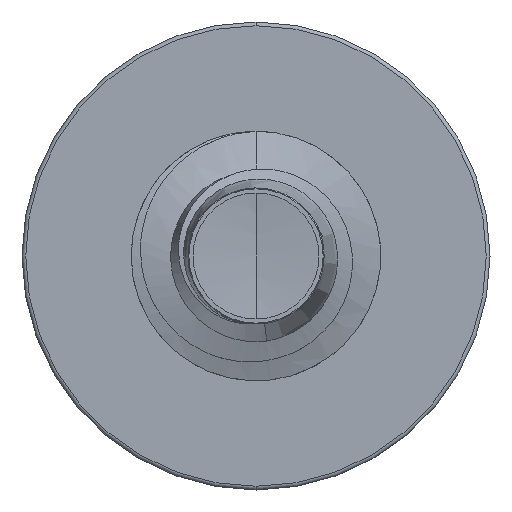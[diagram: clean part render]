
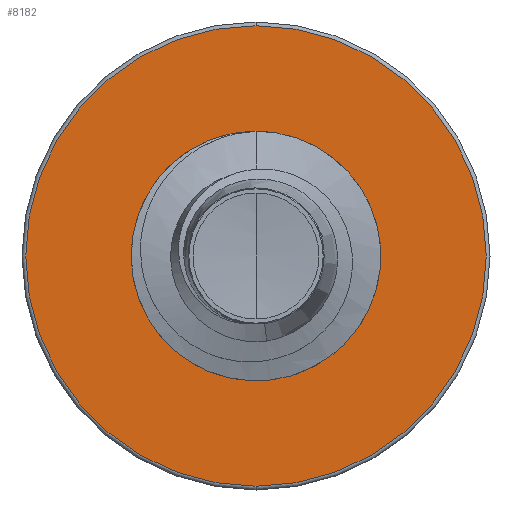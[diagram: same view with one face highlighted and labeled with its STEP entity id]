
A CAD part, front view. The second image highlights one B-rep face of the part: STEP entity #8182.
In plain terms, the highlighted planar face has unit normal (0, -1, 0).
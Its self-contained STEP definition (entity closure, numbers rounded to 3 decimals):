
#250 = AXIS2_PLACEMENT_3D ( 'NONE', #1288, #6039, #1968 ) ;
#664 = CARTESIAN_POINT ( 'NONE',  ( 0., 4.5, 0. ) ) ;
#1288 = CARTESIAN_POINT ( 'NONE',  ( 0., 4.5, 0. ) ) ;
#1347 = DIRECTION ( 'NONE',  ( 0., 0., 1. ) ) ;
#1452 = DIRECTION ( 'NONE',  ( 0., 1., 0. ) ) ;
#1533 = CARTESIAN_POINT ( 'NONE',  ( 0., 4.5, 0. ) ) ;
#1594 = EDGE_CURVE ( 'NONE', #6056, #3280, #2643, .T. ) ;
#1968 = DIRECTION ( 'NONE',  ( 0., 0., 1. ) ) ;
#2183 = PLANE ( 'NONE',  #4640 ) ;
#2217 = DIRECTION ( 'NONE',  ( 0., 0., 1. ) ) ;
#2643 = CIRCLE ( 'NONE', #3311, 1.989 ) ;
#3090 = FACE_BOUND ( 'NONE', #8736, .T. ) ;
#3280 = VERTEX_POINT ( 'NONE', #8027 ) ;
#3311 = AXIS2_PLACEMENT_3D ( 'NONE', #1533, #6288, #2217 ) ;
#3658 = CARTESIAN_POINT ( 'NONE',  ( 0., 4.5, -3.69 ) ) ;
#3798 = VERTEX_POINT ( 'NONE', #5500 ) ;
#3824 = ORIENTED_EDGE ( 'NONE', *, *, #1594, .T. ) ;
#3826 = EDGE_CURVE ( 'NONE', #3280, #6056, #7258, .T. ) ;
#4477 = FACE_OUTER_BOUND ( 'NONE', #8089, .T. ) ;
#4522 = ORIENTED_EDGE ( 'NONE', *, *, #7377, .F. ) ;
#4640 = AXIS2_PLACEMENT_3D ( 'NONE', #6948, #5550, #8311 ) ;
#5380 = ORIENTED_EDGE ( 'NONE', *, *, #3826, .T. ) ;
#5426 = DIRECTION ( 'NONE',  ( 0., 1., 0. ) ) ;
#5500 = CARTESIAN_POINT ( 'NONE',  ( 0., 4.5, 3.69 ) ) ;
#5528 = EDGE_CURVE ( 'NONE', #5692, #3798, #6296, .T. ) ;
#5531 = CARTESIAN_POINT ( 'NONE',  ( 0., 4.5, 0. ) ) ;
#5550 = DIRECTION ( 'NONE',  ( 0., 1., 0. ) ) ;
#5692 = VERTEX_POINT ( 'NONE', #3658 ) ;
#6039 = DIRECTION ( 'NONE',  ( 0., 1., 0. ) ) ;
#6056 = VERTEX_POINT ( 'NONE', #8522 ) ;
#6203 = DIRECTION ( 'NONE',  ( 0., 0., 1. ) ) ;
#6288 = DIRECTION ( 'NONE',  ( 0., 1., 0. ) ) ;
#6296 = CIRCLE ( 'NONE', #250, 3.69 ) ;
#6680 = ORIENTED_EDGE ( 'NONE', *, *, #5528, .F. ) ;
#6685 = AXIS2_PLACEMENT_3D ( 'NONE', #5531, #1452, #6203 ) ;
#6929 = AXIS2_PLACEMENT_3D ( 'NONE', #664, #5426, #1347 ) ;
#6948 = CARTESIAN_POINT ( 'NONE',  ( 0., 4.5, -1.989 ) ) ;
#7258 = CIRCLE ( 'NONE', #6685, 1.989 ) ;
#7377 = EDGE_CURVE ( 'NONE', #3798, #5692, #8626, .T. ) ;
#8027 = CARTESIAN_POINT ( 'NONE',  ( 0., 4.5, -1.989 ) ) ;
#8089 = EDGE_LOOP ( 'NONE', ( #4522, #6680 ) ) ;
#8182 = ADVANCED_FACE ( 'NONE', ( #4477, #3090 ), #2183, .F. ) ;
#8311 = DIRECTION ( 'NONE',  ( 0., 0., 1. ) ) ;
#8522 = CARTESIAN_POINT ( 'NONE',  ( 0., 4.5, 1.989 ) ) ;
#8626 = CIRCLE ( 'NONE', #6929, 3.69 ) ;
#8736 = EDGE_LOOP ( 'NONE', ( #3824, #5380 ) ) ;
